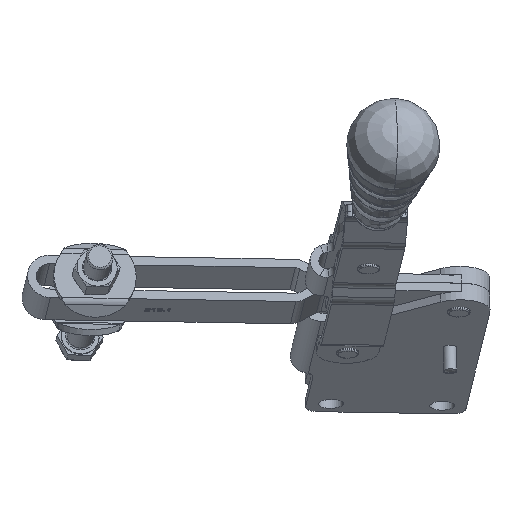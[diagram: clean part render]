
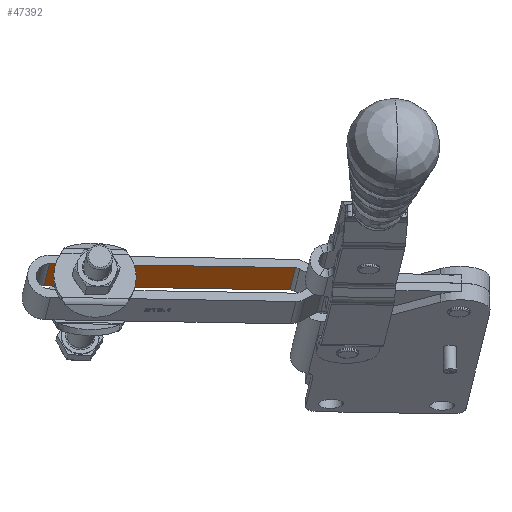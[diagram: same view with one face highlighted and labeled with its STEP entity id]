
A CAD part, top view. The second image highlights one B-rep face of the part: STEP entity #47392.
In plain terms, the highlighted planar face has unit normal (0.016, -0.935, 0.354).
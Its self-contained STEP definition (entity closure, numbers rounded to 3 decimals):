
#38515=CARTESIAN_POINT('',(-152.827,41.224,80.327));
#38516=VERTEX_POINT('',#38515);
#38524=CARTESIAN_POINT('',(-187.178,41.79,83.346));
#38525=VERTEX_POINT('',#38524);
#38526=CARTESIAN_POINT('',(-187.178,41.79,83.346));
#38527=DIRECTION('',(0.996,-0.016,-0.088));
#38528=VECTOR('',#38527,34.488);
#38529=LINE('',#38526,#38528);
#38530=EDGE_CURVE('',#38525,#38516,#38529,.T.);
#39489=CARTESIAN_POINT('',(-79.924,40.023,73.922));
#39490=VERTEX_POINT('',#39489);
#39498=CARTESIAN_POINT('',(-152.827,41.224,80.327));
#39499=DIRECTION('',(0.996,-0.016,-0.088));
#39500=VECTOR('',#39499,73.193);
#39501=LINE('',#39498,#39500);
#39502=EDGE_CURVE('',#38516,#39490,#39501,.T.);
#39538=CARTESIAN_POINT('',(-189.914,41.835,83.586));
#39539=VERTEX_POINT('',#39538);
#39540=CARTESIAN_POINT('',(-189.914,41.835,83.586));
#39541=DIRECTION('',(0.996,-0.016,-0.088));
#39542=VECTOR('',#39541,2.747);
#39543=LINE('',#39540,#39542);
#39544=EDGE_CURVE('',#39539,#38525,#39543,.T.);
#39705=CARTESIAN_POINT('',(-184.724,51.716,109.412));
#39706=VERTEX_POINT('',#39705);
#39714=CARTESIAN_POINT('',(-150.373,51.15,106.394));
#39715=VERTEX_POINT('',#39714);
#39716=CARTESIAN_POINT('',(-150.373,51.15,106.394));
#39717=DIRECTION('',(-0.996,0.016,0.088));
#39718=VECTOR('',#39717,34.488);
#39719=LINE('',#39716,#39718);
#39720=EDGE_CURVE('',#39715,#39706,#39719,.T.);
#40864=CARTESIAN_POINT('',(-77.47,49.948,99.988));
#40865=VERTEX_POINT('',#40864);
#40866=CARTESIAN_POINT('',(-77.47,49.948,99.988));
#40867=DIRECTION('',(-0.996,0.016,0.088));
#40868=VECTOR('',#40867,73.193);
#40869=LINE('',#40866,#40868);
#40870=EDGE_CURVE('',#40865,#39715,#40869,.T.);
#41078=CARTESIAN_POINT('',(-187.46,51.761,109.653));
#41079=VERTEX_POINT('',#41078);
#41087=CARTESIAN_POINT('',(-184.724,51.716,109.412));
#41088=DIRECTION('',(-0.996,0.016,0.088));
#41089=VECTOR('',#41088,2.747);
#41090=LINE('',#41087,#41089);
#41091=EDGE_CURVE('',#39706,#41079,#41090,.T.);
#47367=CARTESIAN_POINT('',(-78.857,40.005,73.828));
#47368=DIRECTION('',(0.016,-0.935,0.355));
#47369=DIRECTION('',(-0.088,-0.354,-0.931));
#47370=AXIS2_PLACEMENT_3D('',#47367,#47368,#47369);
#47371=PLANE('',#47370);
#47372=CARTESIAN_POINT('',(-79.924,40.023,73.922));
#47373=DIRECTION('',(0.088,0.354,0.931));
#47374=VECTOR('',#47373,28.);
#47375=LINE('',#47372,#47374);
#47376=EDGE_CURVE('',#39490,#40865,#47375,.T.);
#47377=ORIENTED_EDGE('',*,*,#47376,.T.);
#47378=ORIENTED_EDGE('',*,*,#40870,.T.);
#47379=ORIENTED_EDGE('',*,*,#39720,.T.);
#47380=ORIENTED_EDGE('',*,*,#41091,.T.);
#47381=CARTESIAN_POINT('',(-189.914,41.835,83.586));
#47382=DIRECTION('',(0.088,0.354,0.931));
#47383=VECTOR('',#47382,28.);
#47384=LINE('',#47381,#47383);
#47385=EDGE_CURVE('',#39539,#41079,#47384,.T.);
#47386=ORIENTED_EDGE('',*,*,#47385,.F.);
#47387=ORIENTED_EDGE('',*,*,#39544,.T.);
#47388=ORIENTED_EDGE('',*,*,#38530,.T.);
#47389=ORIENTED_EDGE('',*,*,#39502,.T.);
#47390=EDGE_LOOP('',(#47377,#47378,#47379,#47380,#47386,#47387,#47388,#47389));
#47391=FACE_OUTER_BOUND('',#47390,.T.);
#47392=ADVANCED_FACE('',(#47391),#47371,.T.);
